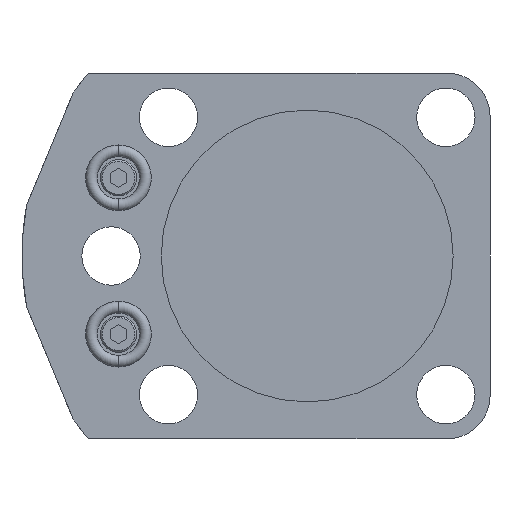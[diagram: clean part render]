
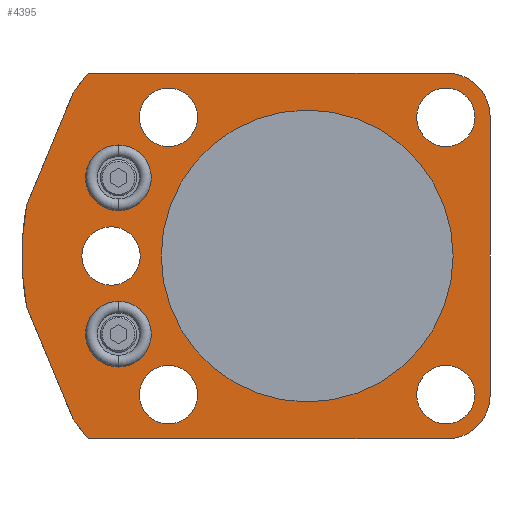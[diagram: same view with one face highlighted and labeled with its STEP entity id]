
A CAD part, front view. The second image highlights one B-rep face of the part: STEP entity #4395.
In plain terms, the highlighted planar face has unit normal (0, -1, 0).
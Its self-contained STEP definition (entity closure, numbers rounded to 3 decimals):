
#243=CARTESIAN_POINT('',(0.,0.,0.));
#244=DIRECTION('',(0.,-1.,0.));
#245=DIRECTION('',(-0.821,0.,-0.571));
#246=AXIS2_PLACEMENT_3D('',#243,#244,#245);
#261=CARTESIAN_POINT('',(0.,0.,0.));
#262=DIRECTION('',(0.,-1.,0.));
#263=DIRECTION('',(-0.767,0.,0.641));
#264=AXIS2_PLACEMENT_3D('',#261,#262,#263);
#299=CARTESIAN_POINT('',(0.,0.,0.));
#300=DIRECTION('',(0.,-1.,0.));
#301=DIRECTION('',(-0.984,0.,0.177));
#302=AXIS2_PLACEMENT_3D('',#299,#300,#301);
#580=CARTESIAN_POINT('',(0.,0.,0.));
#581=DIRECTION('',(0.,-1.,0.));
#582=DIRECTION('',(1.,0.,0.));
#583=AXIS2_PLACEMENT_3D('',#580,#581,#582);
#588=CARTESIAN_POINT('',(0.,0.,0.));
#589=DIRECTION('',(0.,1.,0.));
#590=DIRECTION('',(1.,0.,0.));
#591=AXIS2_PLACEMENT_3D('',#588,#589,#590);
#596=CARTESIAN_POINT('',(21.209,0.,-21.209));
#597=DIRECTION('',(0.,-1.,0.));
#598=DIRECTION('',(0.,0.,-1.));
#599=AXIS2_PLACEMENT_3D('',#596,#597,#598);
#604=DIRECTION('',(-1.,0.,0.));
#605=VECTOR('',#604,54.345);
#606=CARTESIAN_POINT('',(21.209,0.,-27.686));
#607=LINE('',#606,#605);
#611=DIRECTION('',(0.383,0.,-0.924));
#612=VECTOR('',#611,18.396);
#613=CARTESIAN_POINT('',(-42.497,0.,-7.647));
#614=LINE('',#613,#612);
#618=DIRECTION('',(0.383,0.,0.924));
#619=VECTOR('',#618,18.396);
#620=CARTESIAN_POINT('',(-42.497,0.,7.647));
#621=LINE('',#620,#619);
#625=DIRECTION('',(1.,0.,0.));
#626=VECTOR('',#625,54.345);
#627=CARTESIAN_POINT('',(-33.136,0.,27.686));
#628=LINE('',#627,#626);
#632=CARTESIAN_POINT('',(21.209,0.,21.209));
#633=DIRECTION('',(0.,-1.,0.));
#634=DIRECTION('',(1.,0.,0.));
#635=AXIS2_PLACEMENT_3D('',#632,#633,#634);
#640=DIRECTION('',(0.,0.,1.));
#641=VECTOR('',#640,42.418);
#642=CARTESIAN_POINT('',(27.686,0.,-21.209));
#643=LINE('',#642,#641);
#647=CARTESIAN_POINT('',(21.006,0.,21.006));
#648=DIRECTION('',(0.,-1.,0.));
#649=DIRECTION('',(1.,0.,0.));
#650=AXIS2_PLACEMENT_3D('',#647,#648,#649);
#655=CARTESIAN_POINT('',(21.006,0.,21.006));
#656=DIRECTION('',(0.,-1.,0.));
#657=DIRECTION('',(-1.,0.,0.));
#658=AXIS2_PLACEMENT_3D('',#655,#656,#657);
#663=CARTESIAN_POINT('',(21.006,0.,-21.006));
#664=DIRECTION('',(0.,-1.,0.));
#665=DIRECTION('',(1.,0.,0.));
#666=AXIS2_PLACEMENT_3D('',#663,#664,#665);
#671=CARTESIAN_POINT('',(21.006,0.,-21.006));
#672=DIRECTION('',(0.,-1.,0.));
#673=DIRECTION('',(-1.,0.,0.));
#674=AXIS2_PLACEMENT_3D('',#671,#672,#673);
#679=CARTESIAN_POINT('',(-29.693,0.,0.));
#680=DIRECTION('',(0.,-1.,0.));
#681=DIRECTION('',(1.,0.,0.));
#682=AXIS2_PLACEMENT_3D('',#679,#680,#681);
#687=CARTESIAN_POINT('',(-29.693,0.,0.));
#688=DIRECTION('',(0.,-1.,0.));
#689=DIRECTION('',(-1.,0.,0.));
#690=AXIS2_PLACEMENT_3D('',#687,#688,#689);
#695=CARTESIAN_POINT('',(-21.006,0.,21.006));
#696=DIRECTION('',(0.,-1.,0.));
#697=DIRECTION('',(1.,0.,0.));
#698=AXIS2_PLACEMENT_3D('',#695,#696,#697);
#703=CARTESIAN_POINT('',(-21.006,0.,21.006));
#704=DIRECTION('',(0.,-1.,0.));
#705=DIRECTION('',(-1.,0.,0.));
#706=AXIS2_PLACEMENT_3D('',#703,#704,#705);
#711=CARTESIAN_POINT('',(-21.006,0.,-21.006));
#712=DIRECTION('',(0.,-1.,0.));
#713=DIRECTION('',(1.,0.,0.));
#714=AXIS2_PLACEMENT_3D('',#711,#712,#713);
#719=CARTESIAN_POINT('',(-21.006,0.,-21.006));
#720=DIRECTION('',(0.,-1.,0.));
#721=DIRECTION('',(-1.,0.,0.));
#722=AXIS2_PLACEMENT_3D('',#719,#720,#721);
#727=CARTESIAN_POINT('',(-28.575,0.,-11.836));
#728=DIRECTION('',(0.,1.,0.));
#729=DIRECTION('',(-1.,0.,0.));
#730=AXIS2_PLACEMENT_3D('',#727,#728,#729);
#735=CARTESIAN_POINT('',(-28.575,0.,-11.836));
#736=DIRECTION('',(0.,1.,0.));
#737=DIRECTION('',(1.,0.,0.));
#738=AXIS2_PLACEMENT_3D('',#735,#736,#737);
#743=CARTESIAN_POINT('',(-28.575,0.,11.837));
#744=DIRECTION('',(0.,1.,0.));
#745=DIRECTION('',(-1.,0.,0.));
#746=AXIS2_PLACEMENT_3D('',#743,#744,#745);
#751=CARTESIAN_POINT('',(-28.575,0.,11.837));
#752=DIRECTION('',(0.,1.,0.));
#753=DIRECTION('',(1.,0.,0.));
#754=AXIS2_PLACEMENT_3D('',#751,#752,#753);
#3491=CARTESIAN_POINT('',(22.098,0.,0.));
#3493=VERTEX_POINT('',#3491);
#3495=CARTESIAN_POINT('',(-22.098,0.,0.));
#3497=VERTEX_POINT('',#3495);
#3498=CARTESIAN_POINT('',(-42.497,0.,-7.647));
#3499=CARTESIAN_POINT('',(-35.458,0.,-24.643));
#3500=VERTEX_POINT('',#3498);
#3501=VERTEX_POINT('',#3499);
#3502=CARTESIAN_POINT('',(-42.497,0.,7.647));
#3503=CARTESIAN_POINT('',(-35.458,0.,24.643));
#3504=VERTEX_POINT('',#3502);
#3505=VERTEX_POINT('',#3503);
#3506=CARTESIAN_POINT('',(-33.136,0.,27.686));
#3507=VERTEX_POINT('',#3506);
#3508=CARTESIAN_POINT('',(-33.136,0.,-27.686));
#3509=VERTEX_POINT('',#3508);
#3510=CARTESIAN_POINT('',(25.426,0.,21.006));
#3511=CARTESIAN_POINT('',(16.587,0.,21.006));
#3512=VERTEX_POINT('',#3510);
#3513=VERTEX_POINT('',#3511);
#3638=CARTESIAN_POINT('',(-33.553,0.,-11.836));
#3639=CARTESIAN_POINT('',(-23.597,0.,-11.836));
#3640=VERTEX_POINT('',#3638);
#3641=VERTEX_POINT('',#3639);
#3654=CARTESIAN_POINT('',(-33.553,0.,11.837));
#3655=CARTESIAN_POINT('',(-23.597,0.,11.837));
#3656=VERTEX_POINT('',#3654);
#3657=VERTEX_POINT('',#3655);
#3682=CARTESIAN_POINT('',(25.425,0.,-21.006));
#3683=CARTESIAN_POINT('',(16.586,0.,-21.006));
#3684=VERTEX_POINT('',#3682);
#3685=VERTEX_POINT('',#3683);
#3686=CARTESIAN_POINT('',(-25.273,0.,0.));
#3687=CARTESIAN_POINT('',(-34.112,0.,0.));
#3688=VERTEX_POINT('',#3686);
#3689=VERTEX_POINT('',#3687);
#3716=CARTESIAN_POINT('',(21.209,0.,-27.686));
#3717=CARTESIAN_POINT('',(27.686,0.,-21.209));
#3718=VERTEX_POINT('',#3716);
#3719=VERTEX_POINT('',#3717);
#3720=CARTESIAN_POINT('',(27.686,0.,21.209));
#3721=CARTESIAN_POINT('',(21.209,0.,27.686));
#3722=VERTEX_POINT('',#3720);
#3723=VERTEX_POINT('',#3721);
#3724=CARTESIAN_POINT('',(-16.586,0.,21.006));
#3725=CARTESIAN_POINT('',(-25.425,0.,21.006));
#3726=VERTEX_POINT('',#3724);
#3727=VERTEX_POINT('',#3725);
#3728=CARTESIAN_POINT('',(-16.587,0.,-21.006));
#3729=CARTESIAN_POINT('',(-25.426,0.,-21.006));
#3730=VERTEX_POINT('',#3728);
#3731=VERTEX_POINT('',#3729);
#4324=CARTESIAN_POINT('',(0.,0.,0.));
#4325=DIRECTION('',(0.,-1.,0.));
#4326=DIRECTION('',(-1.,0.,0.));
#4327=AXIS2_PLACEMENT_3D('',#4324,#4325,#4326);
#4328=PLANE('',#4327);
#4330=ORIENTED_EDGE('',*,*,#4329,.F.);
#4332=ORIENTED_EDGE('',*,*,#4331,.T.);
#4333=ORIENTED_EDGE('',*,*,#4048,.F.);
#4334=ORIENTED_EDGE('',*,*,#4149,.F.);
#4335=ORIENTED_EDGE('',*,*,#4097,.F.);
#4337=ORIENTED_EDGE('',*,*,#4336,.T.);
#4338=ORIENTED_EDGE('',*,*,#4073,.F.);
#4340=ORIENTED_EDGE('',*,*,#4339,.T.);
#4342=ORIENTED_EDGE('',*,*,#4341,.F.);
#4344=ORIENTED_EDGE('',*,*,#4343,.F.);
#4345=EDGE_LOOP('',(#4330,#4332,#4333,#4334,#4335,#4337,#4338,#4340,#4342,
#4344));
#4346=FACE_OUTER_BOUND('',#4345,.F.);
#4348=ORIENTED_EDGE('',*,*,#4347,.T.);
#4350=ORIENTED_EDGE('',*,*,#4349,.F.);
#4351=EDGE_LOOP('',(#4348,#4350));
#4352=FACE_BOUND('',#4351,.F.);
#4354=ORIENTED_EDGE('',*,*,#4353,.T.);
#4356=ORIENTED_EDGE('',*,*,#4355,.T.);
#4357=EDGE_LOOP('',(#4354,#4356));
#4358=FACE_BOUND('',#4357,.F.);
#4360=ORIENTED_EDGE('',*,*,#4359,.T.);
#4362=ORIENTED_EDGE('',*,*,#4361,.T.);
#4363=EDGE_LOOP('',(#4360,#4362));
#4364=FACE_BOUND('',#4363,.F.);
#4366=ORIENTED_EDGE('',*,*,#4365,.T.);
#4368=ORIENTED_EDGE('',*,*,#4367,.T.);
#4369=EDGE_LOOP('',(#4366,#4368));
#4370=FACE_BOUND('',#4369,.F.);
#4372=ORIENTED_EDGE('',*,*,#4371,.T.);
#4374=ORIENTED_EDGE('',*,*,#4373,.T.);
#4375=EDGE_LOOP('',(#4372,#4374));
#4376=FACE_BOUND('',#4375,.F.);
#4378=ORIENTED_EDGE('',*,*,#4377,.T.);
#4380=ORIENTED_EDGE('',*,*,#4379,.T.);
#4381=EDGE_LOOP('',(#4378,#4380));
#4382=FACE_BOUND('',#4381,.F.);
#4384=ORIENTED_EDGE('',*,*,#4383,.F.);
#4386=ORIENTED_EDGE('',*,*,#4385,.F.);
#4387=EDGE_LOOP('',(#4384,#4386));
#4388=FACE_BOUND('',#4387,.F.);
#4390=ORIENTED_EDGE('',*,*,#4389,.F.);
#4392=ORIENTED_EDGE('',*,*,#4391,.F.);
#4393=EDGE_LOOP('',(#4390,#4392));
#4394=FACE_BOUND('',#4393,.F.);
#4395=ADVANCED_FACE('',(#4346,#4352,#4358,#4364,#4370,#4376,#4382,#4388,#4394),
#4328,.T.);
#247=CIRCLE('',#246,43.18);
#265=CIRCLE('',#264,43.18);
#303=CIRCLE('',#302,43.18);
#584=CIRCLE('',#583,22.098);
#592=CIRCLE('',#591,22.098);
#600=CIRCLE('',#599,6.477);
#636=CIRCLE('',#635,6.477);
#651=CIRCLE('',#650,4.42);
#659=CIRCLE('',#658,4.42);
#667=CIRCLE('',#666,4.42);
#675=CIRCLE('',#674,4.42);
#683=CIRCLE('',#682,4.42);
#691=CIRCLE('',#690,4.42);
#699=CIRCLE('',#698,4.42);
#707=CIRCLE('',#706,4.42);
#715=CIRCLE('',#714,4.42);
#723=CIRCLE('',#722,4.42);
#731=CIRCLE('',#730,4.978);
#739=CIRCLE('',#738,4.978);
#747=CIRCLE('',#746,4.978);
#755=CIRCLE('',#754,4.978);
#4048=EDGE_CURVE('',#3501,#3509,#247,.T.);
#4073=EDGE_CURVE('',#3507,#3505,#265,.T.);
#4097=EDGE_CURVE('',#3504,#3500,#303,.T.);
#4149=EDGE_CURVE('',#3500,#3501,#614,.T.);
#4329=EDGE_CURVE('',#3718,#3719,#600,.T.);
#4331=EDGE_CURVE('',#3718,#3509,#607,.T.);
#4336=EDGE_CURVE('',#3504,#3505,#621,.T.);
#4339=EDGE_CURVE('',#3507,#3723,#628,.T.);
#4341=EDGE_CURVE('',#3722,#3723,#636,.T.);
#4343=EDGE_CURVE('',#3719,#3722,#643,.T.);
#4347=EDGE_CURVE('',#3493,#3497,#584,.T.);
#4349=EDGE_CURVE('',#3493,#3497,#592,.T.);
#4353=EDGE_CURVE('',#3512,#3513,#651,.T.);
#4355=EDGE_CURVE('',#3513,#3512,#659,.T.);
#4359=EDGE_CURVE('',#3684,#3685,#667,.T.);
#4361=EDGE_CURVE('',#3685,#3684,#675,.T.);
#4365=EDGE_CURVE('',#3688,#3689,#683,.T.);
#4367=EDGE_CURVE('',#3689,#3688,#691,.T.);
#4371=EDGE_CURVE('',#3726,#3727,#699,.T.);
#4373=EDGE_CURVE('',#3727,#3726,#707,.T.);
#4377=EDGE_CURVE('',#3730,#3731,#715,.T.);
#4379=EDGE_CURVE('',#3731,#3730,#723,.T.);
#4383=EDGE_CURVE('',#3640,#3641,#731,.T.);
#4385=EDGE_CURVE('',#3641,#3640,#739,.T.);
#4389=EDGE_CURVE('',#3656,#3657,#747,.T.);
#4391=EDGE_CURVE('',#3657,#3656,#755,.T.);
